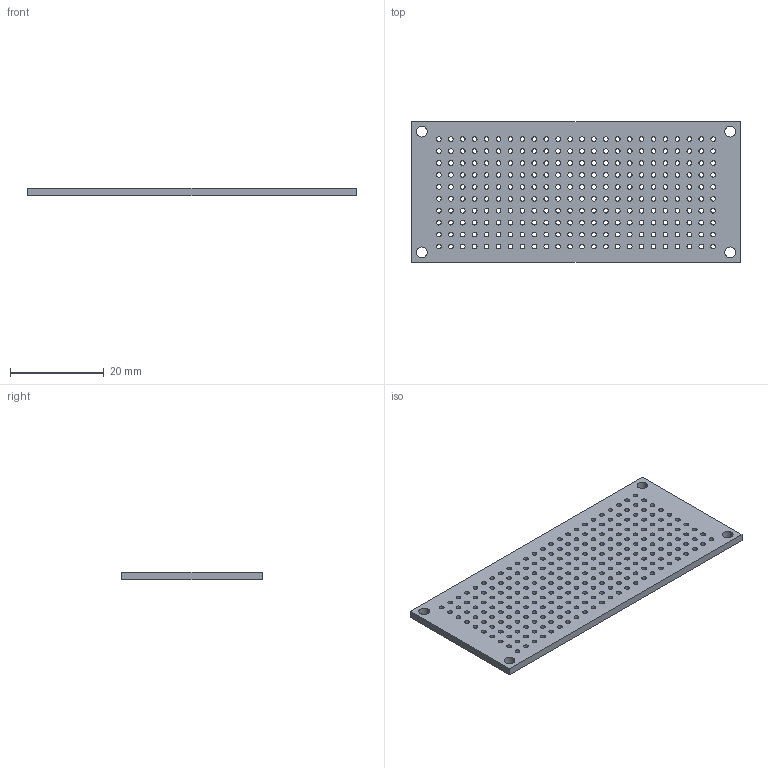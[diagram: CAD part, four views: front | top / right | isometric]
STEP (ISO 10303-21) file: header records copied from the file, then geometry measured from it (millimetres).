
FILE_DESCRIPTION (( 'STEP AP203' ), '1' );
FILE_NAME ('COMPOUND001.step', '2019-10-07T21:25:54', ( '' ), ( '' ), 'SwSTEP 2.0', 'SolidWorks 2017', '' );
FILE_SCHEMA (( 'CONFIG_CONTROL_DESIGN' ));
Length unit declared in the file: millimetre
Products named in the file (1): COMPOUND001
Bounding box: 70 x 30 x 1.6 mm (x, y, z)
Volume: 3031.8 mm3; surface area: 5362.4 mm2
Topology: 1 solids, 1 shells, 494 faces, 1476 edges, 984 vertices
Faces by surface type: cylinder 488, plane 6
Entity records: 18289 total; most frequent: DIRECTION 3442, CARTESIAN_POINT 2955, ORIENTED_EDGE 2952, EDGE_CURVE 1476, AXIS2_PLACEMENT_3D 1471, VERTEX_POINT 984, EDGE_LOOP 982, CIRCLE 976
